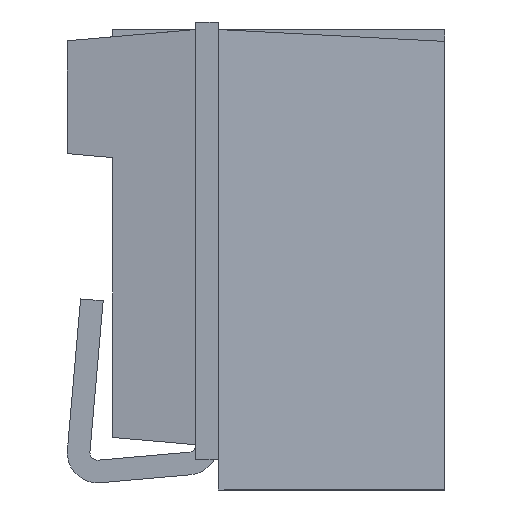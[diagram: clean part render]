
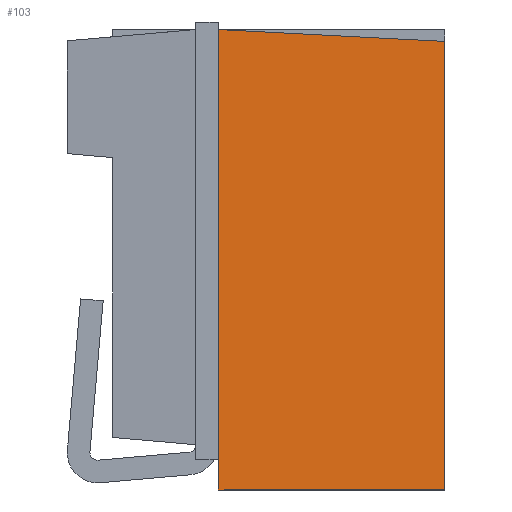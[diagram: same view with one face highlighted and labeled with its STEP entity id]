
A CAD part, left-side view. The second image highlights one B-rep face of the part: STEP entity #103.
In plain terms, the highlighted planar face has unit normal (-0.996, -0.087, 0).
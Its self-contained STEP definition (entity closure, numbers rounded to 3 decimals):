
#40 = FACE_OUTER_BOUND ( 'NONE', #3235, .T. ) ;
#55 = VECTOR ( 'NONE', #3899, 1000. ) ;
#103 = ADVANCED_FACE ( 'NONE', ( #40 ), #1291, .T. ) ;
#199 = CARTESIAN_POINT ( 'NONE',  ( -3.206, -0.5, 0. ) ) ;
#250 = CARTESIAN_POINT ( 'NONE',  ( -3.14, -1.25, 1.55 ) ) ;
#291 = VERTEX_POINT ( 'NONE', #2370 ) ;
#487 = ORIENTED_EDGE ( 'NONE', *, *, #2731, .T. ) ;
#522 = DIRECTION ( 'NONE',  ( 0.087, -0.996, 0. ) ) ;
#544 = VECTOR ( 'NONE', #2288, 1000. ) ;
#626 = CARTESIAN_POINT ( 'NONE',  ( -3.206, -0.5, 0.8 ) ) ;
#705 = CARTESIAN_POINT ( 'NONE',  ( -3.272, 0.25, 0. ) ) ;
#897 = ORIENTED_EDGE ( 'NONE', *, *, #3688, .T. ) ;
#944 = VERTEX_POINT ( 'NONE', #1965 ) ;
#974 = LINE ( 'NONE', #3832, #2873 ) ;
#1035 = CARTESIAN_POINT ( 'NONE',  ( -3.14, -1.25, 0. ) ) ;
#1137 = EDGE_CURVE ( 'NONE', #291, #4274, #1710, .T. ) ;
#1291 = PLANE ( 'NONE',  #3271 ) ;
#1307 = ORIENTED_EDGE ( 'NONE', *, *, #3241, .T. ) ;
#1318 = LINE ( 'NONE', #4059, #3852 ) ;
#1364 = VERTEX_POINT ( 'NONE', #1035 ) ;
#1517 = ORIENTED_EDGE ( 'NONE', *, *, #1137, .T. ) ;
#1536 = CARTESIAN_POINT ( 'NONE',  ( -3.272, 0.25, 0.8 ) ) ;
#1639 = EDGE_CURVE ( 'NONE', #944, #1364, #3725, .T. ) ;
#1710 = LINE ( 'NONE', #1536, #55 ) ;
#1965 = CARTESIAN_POINT ( 'NONE',  ( -3.14, -1.25, 2.971 ) ) ;
#2185 = DIRECTION ( 'NONE',  ( -0.087, 0.995, 0.052 ) ) ;
#2197 = CARTESIAN_POINT ( 'NONE',  ( -3.272, 0.25, 3.05 ) ) ;
#2288 = DIRECTION ( 'NONE',  ( 0., 0., -1. ) ) ;
#2370 = CARTESIAN_POINT ( 'NONE',  ( -3.272, 0.25, 0.2 ) ) ;
#2697 = VERTEX_POINT ( 'NONE', #2197 ) ;
#2731 = EDGE_CURVE ( 'NONE', #4274, #1364, #3613, .T. ) ;
#2873 = VECTOR ( 'NONE', #2185, 1000. ) ;
#2997 = DIRECTION ( 'NONE',  ( 0.087, -0.996, 0. ) ) ;
#3094 = DIRECTION ( 'NONE',  ( 0., 0., -1. ) ) ;
#3235 = EDGE_LOOP ( 'NONE', ( #487, #3640, #1307, #897, #1517 ) ) ;
#3241 = EDGE_CURVE ( 'NONE', #944, #2697, #974, .T. ) ;
#3271 = AXIS2_PLACEMENT_3D ( 'NONE', #626, #3995, #2997 ) ;
#3613 = LINE ( 'NONE', #199, #4405 ) ;
#3640 = ORIENTED_EDGE ( 'NONE', *, *, #1639, .F. ) ;
#3688 = EDGE_CURVE ( 'NONE', #2697, #291, #1318, .T. ) ;
#3725 = LINE ( 'NONE', #250, #544 ) ;
#3832 = CARTESIAN_POINT ( 'NONE',  ( -3.14, -1.25, 2.971 ) ) ;
#3852 = VECTOR ( 'NONE', #3094, 1000. ) ;
#3899 = DIRECTION ( 'NONE',  ( 0., 0., -1. ) ) ;
#3995 = DIRECTION ( 'NONE',  ( -0.996, -0.087, 0. ) ) ;
#4059 = CARTESIAN_POINT ( 'NONE',  ( -3.272, 0.25, 0.8 ) ) ;
#4274 = VERTEX_POINT ( 'NONE', #705 ) ;
#4405 = VECTOR ( 'NONE', #522, 1000. ) ;
